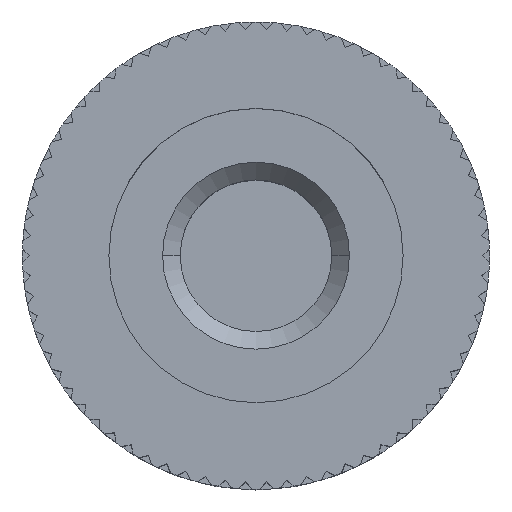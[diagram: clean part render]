
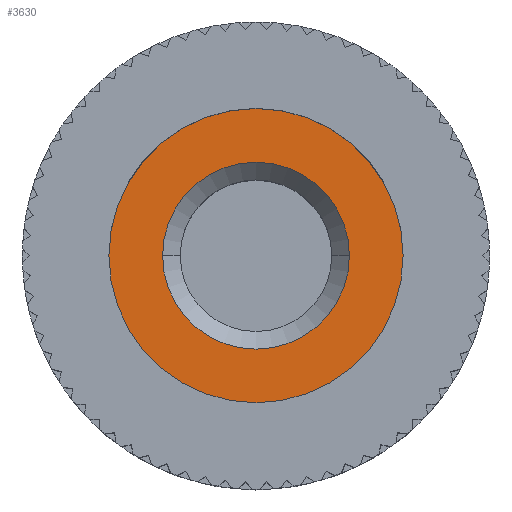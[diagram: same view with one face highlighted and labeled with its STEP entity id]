
A CAD part, top view. The second image highlights one B-rep face of the part: STEP entity #3630.
In plain terms, the highlighted planar face has unit normal (0, 0, 1).
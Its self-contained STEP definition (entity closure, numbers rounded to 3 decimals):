
#1520=EDGE_CURVE('',#3888,#3656,#4301,.T.);
#2318=EDGE_CURVE('',#3656,#3888,#5169,.T.);
#2438=EDGE_CURVE('',#4090,#2744,#5300,.T.);
#2744=VERTEX_POINT('',#5627);
#3630=ADVANCED_FACE('',(#6587,#6588),#6589,.T.);
#3656=VERTEX_POINT('',#6618);
#3888=VERTEX_POINT('',#6871);
#4082=EDGE_CURVE('',#2744,#4090,#7083,.T.);
#4090=VERTEX_POINT('',#7091);
#4301=CIRCLE('',#7363,2.0);
#5169=CIRCLE('',#8564,2.0);
#5300=CIRCLE('',#8745,3.8);
#5627=CARTESIAN_POINT('',(-3.8,0.,-1.5));
#6587=FACE_BOUND('',#10567,.T.);
#6588=FACE_OUTER_BOUND('',#10568,.T.);
#6589=PLANE('',#10569);
#6618=CARTESIAN_POINT('',(2.0,0.,-1.5));
#6871=CARTESIAN_POINT('',(-2.0,0.,-1.5));
#7083=CIRCLE('',#11239,3.8);
#7091=CARTESIAN_POINT('',(3.8,0.,-1.5));
#7363=AXIS2_PLACEMENT_3D('',#11486,#11487,#11488);
#8564=AXIS2_PLACEMENT_3D('',#12673,#12674,#12675);
#8745=AXIS2_PLACEMENT_3D('',#12798,#12799,#12800);
#10567=EDGE_LOOP('',(#14107,#14108));
#10568=EDGE_LOOP('',(#14109,#14110));
#10569=AXIS2_PLACEMENT_3D('',#14111,#14112,#14113);
#11239=AXIS2_PLACEMENT_3D('',#14598,#14599,#14600);
#11486=CARTESIAN_POINT('',(0.,0.,-1.5));
#11487=DIRECTION('',(0.0,0.,-1.0));
#11488=DIRECTION('',(1.0,0.0,0.0));
#12673=CARTESIAN_POINT('',(0.,0.,-1.5));
#12674=DIRECTION('',(0.0,0.,-1.0));
#12675=DIRECTION('',(1.0,0.0,0.0));
#12798=CARTESIAN_POINT('',(0.0,0.,-1.5));
#12799=DIRECTION('',(-0.0,0.,1.0));
#12800=DIRECTION('',(1.0,0.0,0.0));
#14107=ORIENTED_EDGE('',*,*,#2318,.T.);
#14108=ORIENTED_EDGE('',*,*,#1520,.T.);
#14109=ORIENTED_EDGE('',*,*,#2438,.T.);
#14110=ORIENTED_EDGE('',*,*,#4082,.T.);
#14111=CARTESIAN_POINT('',(1.9,0.,-1.5));
#14112=DIRECTION('',(-0.0,0.,1.0));
#14113=DIRECTION('',(1.0,0.0,0.0));
#14598=CARTESIAN_POINT('',(0.0,0.,-1.5));
#14599=DIRECTION('',(-0.0,0.,1.0));
#14600=DIRECTION('',(1.0,0.0,0.0));
